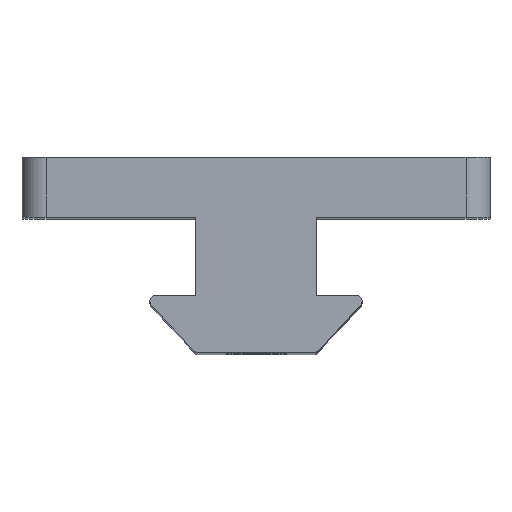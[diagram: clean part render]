
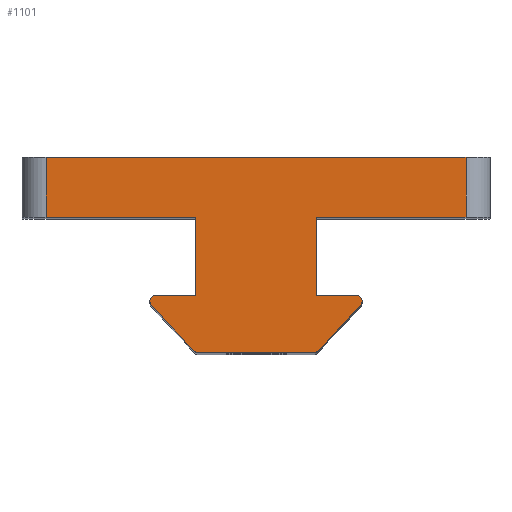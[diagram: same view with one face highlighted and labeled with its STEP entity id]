
A CAD part, top view. The second image highlights one B-rep face of the part: STEP entity #1101.
In plain terms, the highlighted planar face has unit normal (0, 0, 1).
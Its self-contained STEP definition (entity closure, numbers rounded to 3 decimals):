
#316=CARTESIAN_POINT('',(-4.5,0.0,80.0));
#317=VERTEX_POINT('',#316);
#325=CARTESIAN_POINT('',(30.5,0.0,80.0));
#326=VERTEX_POINT('',#325);
#327=CARTESIAN_POINT('',(-4.5,0.0,80.0));
#328=DIRECTION('',(1.0,0.0,0.0));
#329=VECTOR('',#328,35.0);
#330=LINE('',#327,#329);
#331=EDGE_CURVE('',#317,#326,#330,.T.);
#447=CARTESIAN_POINT('',(8.,-5.,80.0));
#448=VERTEX_POINT('',#447);
#455=CARTESIAN_POINT('',(-4.5,-5.,80.0));
#456=VERTEX_POINT('',#455);
#457=CARTESIAN_POINT('',(8.,-5.,80.0));
#458=DIRECTION('',(-1.0,0.0,0.0));
#459=VECTOR('',#458,12.5);
#460=LINE('',#457,#459);
#461=EDGE_CURVE('',#448,#456,#460,.T.);
#479=CARTESIAN_POINT('',(30.5,-5.,80.0));
#480=VERTEX_POINT('',#479);
#490=CARTESIAN_POINT('',(30.5,0.0,80.0));
#491=DIRECTION('',(0.0,-1.0,0.0));
#492=VECTOR('',#491,5.);
#493=LINE('',#490,#492);
#494=EDGE_CURVE('',#326,#480,#493,.T.);
#507=CARTESIAN_POINT('',(-4.5,-5.,80.0));
#508=DIRECTION('',(0.0,1.0,0.0));
#509=VECTOR('',#508,5.);
#510=LINE('',#507,#509);
#511=EDGE_CURVE('',#456,#317,#510,.T.);
#521=CARTESIAN_POINT('',(8.173,-16.3,80.0));
#522=VERTEX_POINT('',#521);
#523=CARTESIAN_POINT('',(7.881,-16.174,80.0));
#524=VERTEX_POINT('',#523);
#525=CARTESIAN_POINT('',(8.173,-15.9,80.0));
#526=DIRECTION('',(0.0,0.0,-1.0));
#527=DIRECTION('',(-0.398,-0.918,0.0));
#528=AXIS2_PLACEMENT_3D('',#525,#526,#527);
#529=CIRCLE('',#528,0.4);
#530=EDGE_CURVE('',#522,#524,#529,.T.);
#572=CARTESIAN_POINT('',(17.827,-16.3,80.0));
#573=VERTEX_POINT('',#572);
#580=CARTESIAN_POINT('',(8.173,-16.3,80.0));
#581=DIRECTION('',(1.0,0.0,0.0));
#582=VECTOR('',#581,9.653);
#583=LINE('',#580,#582);
#584=EDGE_CURVE('',#522,#573,#583,.T.);
#696=CARTESIAN_POINT('',(18.119,-16.174,80.0));
#697=VERTEX_POINT('',#696);
#698=CARTESIAN_POINT('',(17.827,-15.9,80.0));
#699=DIRECTION('',(0.0,0.0,-1.0));
#700=DIRECTION('',(0.398,-0.918,0.0));
#701=AXIS2_PLACEMENT_3D('',#698,#699,#700);
#702=CIRCLE('',#701,0.4);
#703=EDGE_CURVE('',#697,#573,#702,.T.);
#723=CARTESIAN_POINT('',(21.711,-12.342,80.0));
#724=VERTEX_POINT('',#723);
#731=CARTESIAN_POINT('',(18.119,-16.174,80.0));
#732=DIRECTION('',(0.684,0.73,0.0));
#733=VECTOR('',#732,5.252);
#734=LINE('',#731,#733);
#735=EDGE_CURVE('',#697,#724,#734,.T.);
#745=CARTESIAN_POINT('',(4.289,-12.342,80.0));
#746=VERTEX_POINT('',#745);
#747=CARTESIAN_POINT('',(4.654,-11.5,80.0));
#748=VERTEX_POINT('',#747);
#749=CARTESIAN_POINT('',(4.654,-12.,80.0));
#750=DIRECTION('',(0.0,0.0,-1.0));
#751=DIRECTION('',(-0.918,0.398,0.0));
#752=AXIS2_PLACEMENT_3D('',#749,#750,#751);
#753=CIRCLE('',#752,0.5);
#754=EDGE_CURVE('',#746,#748,#753,.T.);
#778=CARTESIAN_POINT('',(4.289,-12.342,80.0));
#779=DIRECTION('',(0.684,-0.73,0.0));
#780=VECTOR('',#779,5.252);
#781=LINE('',#778,#780);
#782=EDGE_CURVE('',#746,#524,#781,.T.);
#794=CARTESIAN_POINT('',(21.346,-11.5,80.0));
#795=VERTEX_POINT('',#794);
#796=CARTESIAN_POINT('',(21.346,-12.0,80.0));
#797=DIRECTION('',(0.0,0.0,-1.0));
#798=DIRECTION('',(0.918,0.398,0.0));
#799=AXIS2_PLACEMENT_3D('',#796,#797,#798);
#800=CIRCLE('',#799,0.5);
#801=EDGE_CURVE('',#795,#724,#800,.T.);
#978=CARTESIAN_POINT('',(18.,-5.,80.0));
#979=VERTEX_POINT('',#978);
#980=CARTESIAN_POINT('',(18.,-5.,80.0));
#981=DIRECTION('',(1.0,0.0,0.0));
#982=VECTOR('',#981,12.5);
#983=LINE('',#980,#982);
#984=EDGE_CURVE('',#979,#480,#983,.T.);
#1003=CARTESIAN_POINT('',(18.,-11.5,80.0));
#1004=VERTEX_POINT('',#1003);
#1005=CARTESIAN_POINT('',(18.,-11.5,80.0));
#1006=DIRECTION('',(0.0,1.0,0.0));
#1007=VECTOR('',#1006,6.5);
#1008=LINE('',#1005,#1007);
#1009=EDGE_CURVE('',#1004,#979,#1008,.T.);
#1028=CARTESIAN_POINT('',(21.346,-11.5,80.0));
#1029=DIRECTION('',(-1.0,0.0,0.0));
#1030=VECTOR('',#1029,3.346);
#1031=LINE('',#1028,#1030);
#1032=EDGE_CURVE('',#795,#1004,#1031,.T.);
#1043=CARTESIAN_POINT('',(8.,-11.5,80.0));
#1044=VERTEX_POINT('',#1043);
#1045=CARTESIAN_POINT('',(8.,-11.5,80.0));
#1046=DIRECTION('',(-1.0,0.0,0.0));
#1047=VECTOR('',#1046,3.346);
#1048=LINE('',#1045,#1047);
#1049=EDGE_CURVE('',#1044,#748,#1048,.T.);
#1068=CARTESIAN_POINT('',(8.,-5.,80.0));
#1069=DIRECTION('',(0.0,-1.0,0.0));
#1070=VECTOR('',#1069,6.5);
#1071=LINE('',#1068,#1070);
#1072=EDGE_CURVE('',#448,#1044,#1071,.T.);
#1078=CARTESIAN_POINT('',(13.,-6.81,80.0));
#1079=DIRECTION('',(0.0,0.0,1.0));
#1080=DIRECTION('',(1.0,0.0,0.0));
#1081=AXIS2_PLACEMENT_3D('',#1078,#1079,#1080);
#1082=PLANE('',#1081);
#1083=ORIENTED_EDGE('',*,*,#494,.F.);
#1084=ORIENTED_EDGE('',*,*,#331,.F.);
#1085=ORIENTED_EDGE('',*,*,#511,.F.);
#1086=ORIENTED_EDGE('',*,*,#461,.F.);
#1087=ORIENTED_EDGE('',*,*,#1072,.T.);
#1088=ORIENTED_EDGE('',*,*,#1049,.T.);
#1089=ORIENTED_EDGE('',*,*,#754,.F.);
#1090=ORIENTED_EDGE('',*,*,#782,.T.);
#1091=ORIENTED_EDGE('',*,*,#530,.F.);
#1092=ORIENTED_EDGE('',*,*,#584,.T.);
#1093=ORIENTED_EDGE('',*,*,#703,.F.);
#1094=ORIENTED_EDGE('',*,*,#735,.T.);
#1095=ORIENTED_EDGE('',*,*,#801,.F.);
#1096=ORIENTED_EDGE('',*,*,#1032,.T.);
#1097=ORIENTED_EDGE('',*,*,#1009,.T.);
#1098=ORIENTED_EDGE('',*,*,#984,.T.);
#1099=EDGE_LOOP('',(#1083,#1084,#1085,#1086,#1087,#1088,#1089,#1090,#1091,#1092,#1093,#1094,#1095,#1096,#1097,#1098));
#1100=FACE_OUTER_BOUND('',#1099,.T.);
#1101=ADVANCED_FACE('',(#1100),#1082,.T.);
